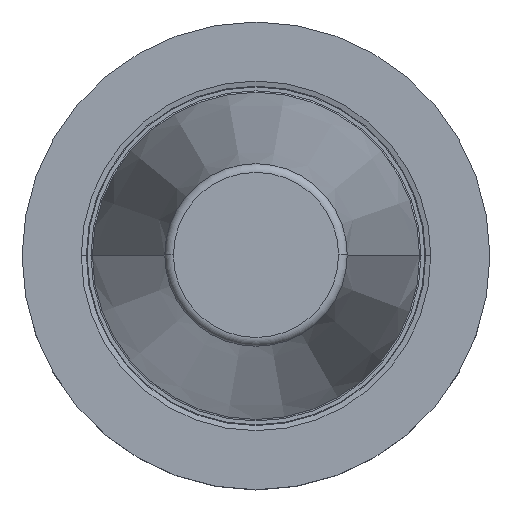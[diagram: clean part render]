
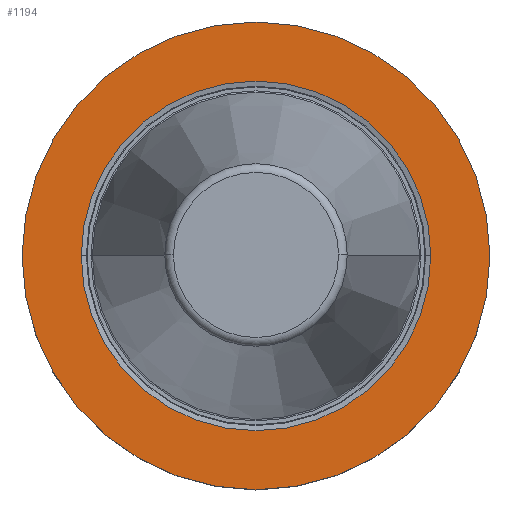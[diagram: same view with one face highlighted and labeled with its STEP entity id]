
A CAD part, top view. The second image highlights one B-rep face of the part: STEP entity #1194.
In plain terms, the highlighted planar face has unit normal (0, 0, 1).
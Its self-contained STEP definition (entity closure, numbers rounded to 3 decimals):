
#83=CARTESIAN_POINT('',(0.,0.,-3.2));
#84=DIRECTION('',(0.,0.,-1.));
#85=DIRECTION('',(-1.,0.,0.));
#86=AXIS2_PLACEMENT_3D('',#83,#84,#85);
#91=CARTESIAN_POINT('',(0.,0.,-3.2));
#92=DIRECTION('',(0.,0.,-1.));
#93=DIRECTION('',(1.,0.,0.));
#94=AXIS2_PLACEMENT_3D('',#91,#92,#93);
#99=CARTESIAN_POINT('',(0.,0.,-3.2));
#100=DIRECTION('',(0.,0.,1.));
#101=DIRECTION('',(1.,0.,0.));
#102=AXIS2_PLACEMENT_3D('',#99,#100,#101);
#107=CARTESIAN_POINT('',(0.,0.,-3.2));
#108=DIRECTION('',(0.,0.,1.));
#109=DIRECTION('',(-1.,0.,0.));
#110=AXIS2_PLACEMENT_3D('',#107,#108,#109);
#985=CARTESIAN_POINT('',(-31.775,0.,-3.2));
#986=VERTEX_POINT('',#985);
#987=CARTESIAN_POINT('',(31.775,0.,-3.2));
#988=VERTEX_POINT('',#987);
#993=CARTESIAN_POINT('',(23.746,0.,-3.2));
#994=CARTESIAN_POINT('',(-23.746,0.,-3.2));
#995=VERTEX_POINT('',#993);
#996=VERTEX_POINT('',#994);
#1179=CARTESIAN_POINT('',(0.,0.,-3.2));
#1180=DIRECTION('',(0.,0.,-1.));
#1181=DIRECTION('',(-1.,0.,0.));
#1182=AXIS2_PLACEMENT_3D('',#1179,#1180,#1181);
#1183=PLANE('',#1182);
#1184=ORIENTED_EDGE('',*,*,#1173,.T.);
#1185=ORIENTED_EDGE('',*,*,#1130,.T.);
#1186=EDGE_LOOP('',(#1184,#1185));
#1187=FACE_OUTER_BOUND('',#1186,.F.);
#1189=ORIENTED_EDGE('',*,*,#1188,.T.);
#1191=ORIENTED_EDGE('',*,*,#1190,.T.);
#1192=EDGE_LOOP('',(#1189,#1191));
#1193=FACE_BOUND('',#1192,.F.);
#1194=ADVANCED_FACE('',(#1187,#1193),#1183,.F.);
#87=CIRCLE('',#86,31.775);
#95=CIRCLE('',#94,31.775);
#103=CIRCLE('',#102,23.746);
#111=CIRCLE('',#110,23.746);
#1130=EDGE_CURVE('',#988,#986,#95,.T.);
#1173=EDGE_CURVE('',#986,#988,#87,.T.);
#1188=EDGE_CURVE('',#995,#996,#103,.T.);
#1190=EDGE_CURVE('',#996,#995,#111,.T.);
